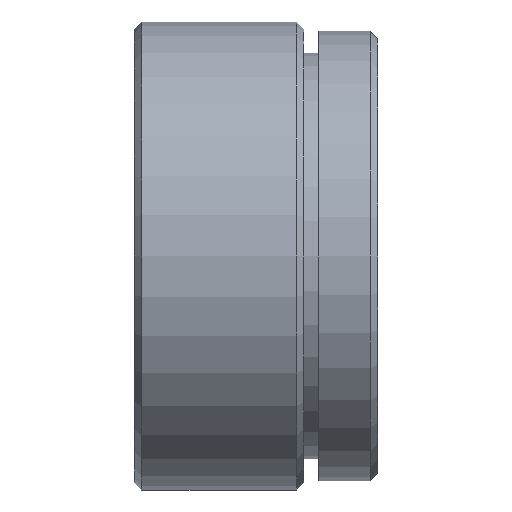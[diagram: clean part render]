
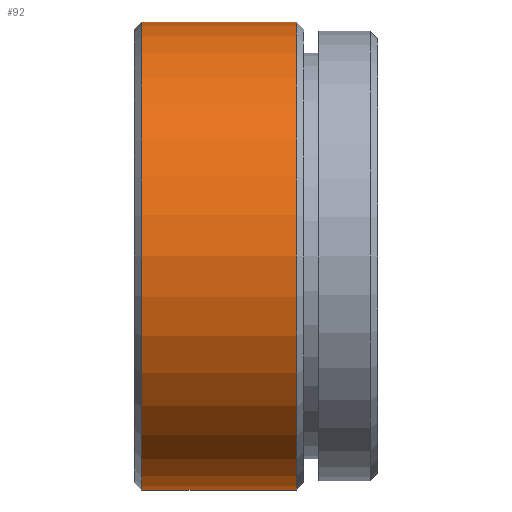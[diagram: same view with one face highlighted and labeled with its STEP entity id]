
A CAD part, left-side view. The second image highlights one B-rep face of the part: STEP entity #92.
In plain terms, the highlighted cylindrical face has radius 15.875 mm (diameter 31.75 mm), a partial arc.
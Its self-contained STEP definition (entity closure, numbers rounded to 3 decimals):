
#29 = DIRECTION ( 'NONE',  ( 0., 1., 0. ) ) ;
#57 = CARTESIAN_POINT ( 'NONE',  ( 0., 16., 0. ) ) ;
#61 = CARTESIAN_POINT ( 'NONE',  ( 0., 0., 15.875 ) ) ;
#75 = CARTESIAN_POINT ( 'NONE',  ( 0., 16., -15.875 ) ) ;
#90 = CARTESIAN_POINT ( 'NONE',  ( 0., 0., 0. ) ) ;
#92 = ADVANCED_FACE ( 'NONE', ( #762 ), #557, .T. ) ;
#113 = AXIS2_PLACEMENT_3D ( 'NONE', #509, #29, #589 ) ;
#140 = VERTEX_POINT ( 'NONE', #75 ) ;
#153 = CARTESIAN_POINT ( 'NONE',  ( 0., 16., 15.875 ) ) ;
#176 = EDGE_LOOP ( 'NONE', ( #221, #202, #707, #299 ) ) ;
#202 = ORIENTED_EDGE ( 'NONE', *, *, #853, .T. ) ;
#206 = EDGE_CURVE ( 'NONE', #140, #612, #439, .T. ) ;
#221 = ORIENTED_EDGE ( 'NONE', *, *, #385, .F. ) ;
#238 = LINE ( 'NONE', #61, #258 ) ;
#258 = VECTOR ( 'NONE', #623, 1000. ) ;
#296 = CARTESIAN_POINT ( 'NONE',  ( 0., 5.5, 15.875 ) ) ;
#299 = ORIENTED_EDGE ( 'NONE', *, *, #554, .T. ) ;
#318 = CIRCLE ( 'NONE', #420, 15.875 ) ;
#323 = VERTEX_POINT ( 'NONE', #296 ) ;
#385 = EDGE_CURVE ( 'NONE', #479, #323, #238, .T. ) ;
#400 = CARTESIAN_POINT ( 'NONE',  ( 0., 0., -15.875 ) ) ;
#418 = CIRCLE ( 'NONE', #113, 15.875 ) ;
#420 = AXIS2_PLACEMENT_3D ( 'NONE', #57, #801, #469 ) ;
#439 = LINE ( 'NONE', #400, #727 ) ;
#469 = DIRECTION ( 'NONE',  ( 0., 0., 1. ) ) ;
#479 = VERTEX_POINT ( 'NONE', #153 ) ;
#509 = CARTESIAN_POINT ( 'NONE',  ( 0., 5.5, 0. ) ) ;
#549 = DIRECTION ( 'NONE',  ( 0., -1., 0. ) ) ;
#554 = EDGE_CURVE ( 'NONE', #612, #323, #418, .T. ) ;
#557 = CYLINDRICAL_SURFACE ( 'NONE', #802, 15.875 ) ;
#589 = DIRECTION ( 'NONE',  ( 0., 0., -1. ) ) ;
#612 = VERTEX_POINT ( 'NONE', #775 ) ;
#623 = DIRECTION ( 'NONE',  ( 0., -1., 0. ) ) ;
#707 = ORIENTED_EDGE ( 'NONE', *, *, #206, .T. ) ;
#727 = VECTOR ( 'NONE', #747, 1000. ) ;
#747 = DIRECTION ( 'NONE',  ( 0., -1., 0. ) ) ;
#762 = FACE_OUTER_BOUND ( 'NONE', #176, .T. ) ;
#775 = CARTESIAN_POINT ( 'NONE',  ( 0., 5.5, -15.875 ) ) ;
#801 = DIRECTION ( 'NONE',  ( 0., -1., 0. ) ) ;
#802 = AXIS2_PLACEMENT_3D ( 'NONE', #90, #549, #858 ) ;
#853 = EDGE_CURVE ( 'NONE', #479, #140, #318, .T. ) ;
#858 = DIRECTION ( 'NONE',  ( 0., 0., -1. ) ) ;
